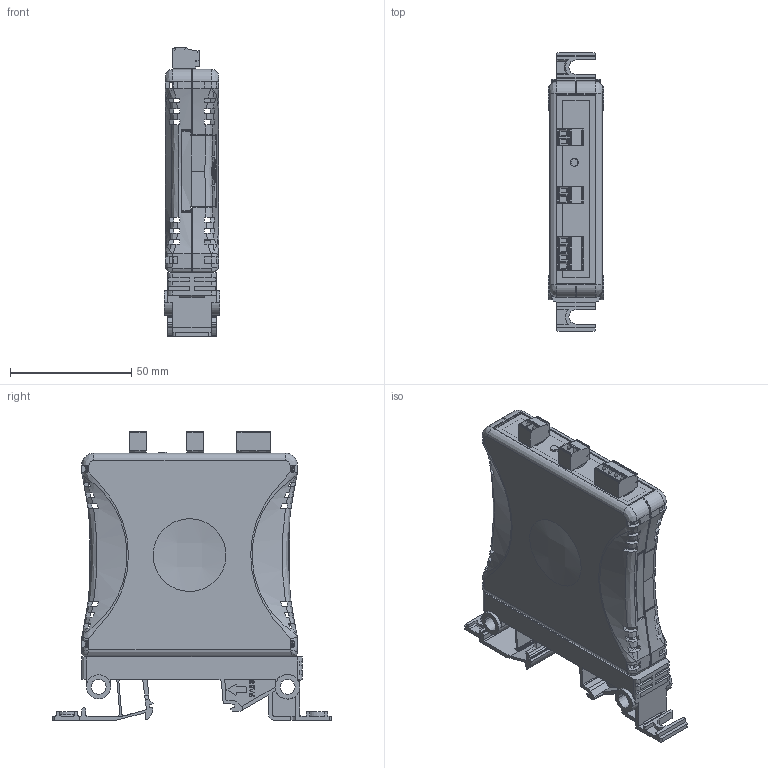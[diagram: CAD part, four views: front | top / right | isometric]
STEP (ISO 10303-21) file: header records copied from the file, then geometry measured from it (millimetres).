
FILE_DESCRIPTION (( 'STEP AP203' ), '1' );
FILE_NAME ('FC-B34.STEP', '2020-09-02T17:00:38', ( '' ), ( '' ), 'SwSTEP 2.0', 'SolidWorks 2019', '' );
FILE_SCHEMA (( 'CONFIG_CONTROL_DESIGN' ));
Length unit declared in the file: millimetre
Products named in the file (1): FC-B34
Bounding box: 23 x 115 x 118.94 mm (x, y, z)
Volume: 55784.2 mm3; surface area: 58305.2 mm2
Topology: 9 solids, 13 shells, 2437 faces, 7011 edges, 4580 vertices
Faces by surface type: plane 1634, bspline 380, cylinder 347, torus 40, cone 36
Entity records: 102100 total; most frequent: CARTESIAN_POINT 42075, ORIENTED_EDGE 13990, DIRECTION 10235, EDGE_CURVE 6995, VECTOR 4683, LINE 4683, VERTEX_POINT 4580, AXIS2_PLACEMENT_3D 2776
